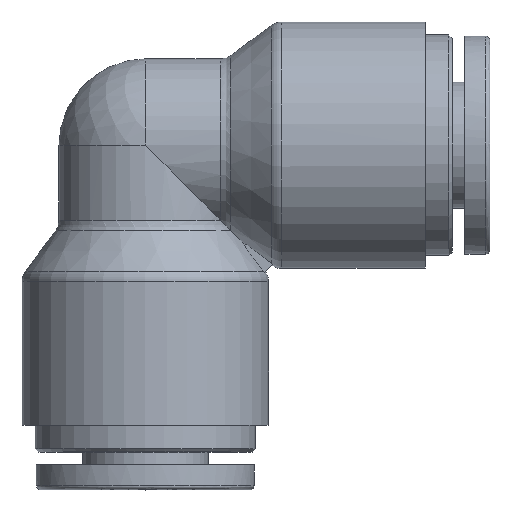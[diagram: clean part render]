
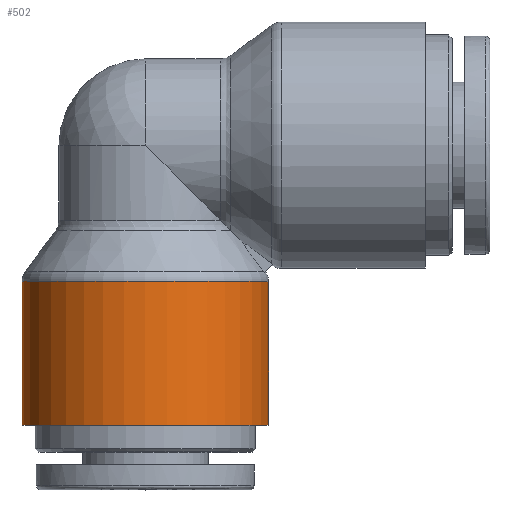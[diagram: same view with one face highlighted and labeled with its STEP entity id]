
A CAD part, top view. The second image highlights one B-rep face of the part: STEP entity #502.
In plain terms, the highlighted cylindrical face has radius 7.35 mm (diameter 14.7 mm), a full revolution.
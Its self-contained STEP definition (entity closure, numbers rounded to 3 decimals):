
#348=CARTESIAN_POINT('',(7.35,-8.127,0.));
#349=VERTEX_POINT('',#348);
#350=CARTESIAN_POINT('',(0.,-8.127,0.0));
#351=DIRECTION('',(0.0,1.0,0.0));
#352=DIRECTION('',(-1.0,0.0,0.0));
#353=AXIS2_PLACEMENT_3D('',#350,#351,#352);
#354=CIRCLE('',#353,7.35);
#355=EDGE_CURVE('',#349,#349,#354,.T.);
#483=CARTESIAN_POINT('',(0.,-12.25,0.0));
#484=DIRECTION('',(0.,-1.0,0.0));
#485=DIRECTION('',(1.0,0.0,0.0));
#486=AXIS2_PLACEMENT_3D('',#483,#484,#485);
#487=CYLINDRICAL_SURFACE('',#486,7.35);
#488=CARTESIAN_POINT('',(7.35,-16.7,0.0));
#489=VERTEX_POINT('',#488);
#490=CARTESIAN_POINT('',(0.,-16.7,0.0));
#491=DIRECTION('',(0.0,-1.0,0.0));
#492=DIRECTION('',(1.0,0.0,0.0));
#493=AXIS2_PLACEMENT_3D('',#490,#491,#492);
#494=CIRCLE('',#493,7.35);
#495=EDGE_CURVE('',#489,#489,#494,.T.);
#496=ORIENTED_EDGE('',*,*,#495,.F.);
#497=EDGE_LOOP('',(#496));
#498=FACE_OUTER_BOUND('',#497,.T.);
#499=ORIENTED_EDGE('',*,*,#355,.F.);
#500=EDGE_LOOP('',(#499));
#501=FACE_BOUND('',#500,.T.);
#502=ADVANCED_FACE('',(#498,#501),#487,.T.);
